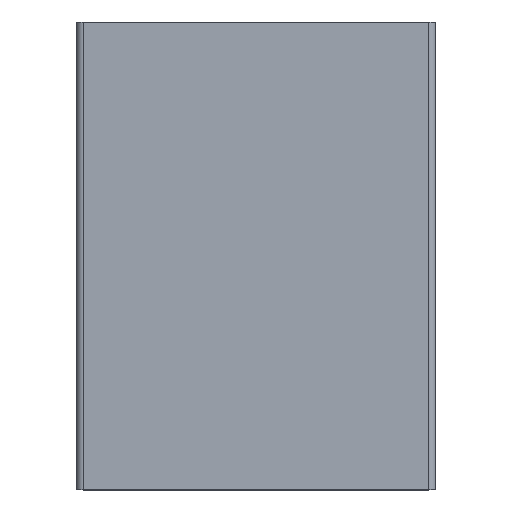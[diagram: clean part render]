
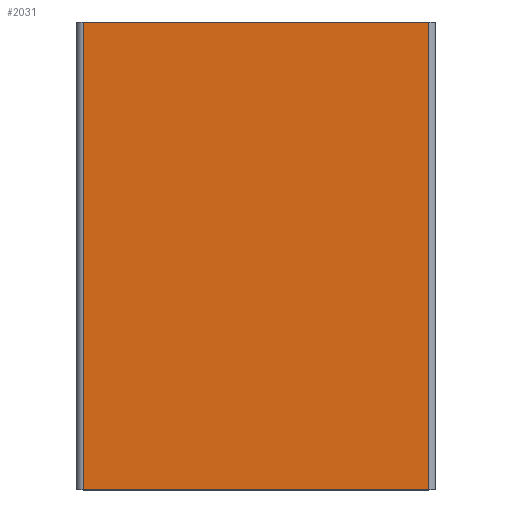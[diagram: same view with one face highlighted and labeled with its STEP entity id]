
A CAD part, top view. The second image highlights one B-rep face of the part: STEP entity #2031.
In plain terms, the highlighted planar face has unit normal (0, 0, 1).
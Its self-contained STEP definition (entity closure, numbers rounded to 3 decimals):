
#187=FACE_OUTER_BOUND('',#309,.T.);
#309=EDGE_LOOP('',(#1830,#1831,#1832,#1833));
#526=LINE('',#3182,#777);
#560=LINE('',#3268,#811);
#562=LINE('',#3272,#813);
#563=LINE('',#3273,#814);
#777=VECTOR('',#2593,10.);
#811=VECTOR('',#2683,10.);
#813=VECTOR('',#2689,10.);
#814=VECTOR('',#2690,10.);
#980=VERTEX_POINT('',#3179);
#981=VERTEX_POINT('',#3181);
#1004=VERTEX_POINT('',#3265);
#1005=VERTEX_POINT('',#3267);
#1239=EDGE_CURVE('',#981,#980,#526,.T.);
#1282=EDGE_CURVE('',#1004,#1005,#560,.T.);
#1285=EDGE_CURVE('',#1005,#980,#562,.T.);
#1286=EDGE_CURVE('',#981,#1004,#563,.T.);
#1830=ORIENTED_EDGE('',*,*,#1239,.T.);
#1831=ORIENTED_EDGE('',*,*,#1285,.F.);
#1832=ORIENTED_EDGE('',*,*,#1282,.F.);
#1833=ORIENTED_EDGE('',*,*,#1286,.F.);
#1936=PLANE('',#2178);
#2031=ADVANCED_FACE('',(#187),#1936,.T.);
#2178=AXIS2_PLACEMENT_3D('',#3271,#2687,#2688);
#2593=DIRECTION('',(1.,0.,0.));
#2683=DIRECTION('',(1.,0.,0.));
#2687=DIRECTION('center_axis',(0.,0.,1.));
#2688=DIRECTION('ref_axis',(1.,0.,0.));
#2689=DIRECTION('',(0.,-1.,0.));
#2690=DIRECTION('',(0.,1.,0.));
#3179=CARTESIAN_POINT('',(71.85,60.,10.5));
#3181=CARTESIAN_POINT('',(-2.,60.,10.5));
#3182=CARTESIAN_POINT('',(16.462,60.,10.5));
#3265=CARTESIAN_POINT('',(-2.,160.,10.5));
#3267=CARTESIAN_POINT('',(71.85,160.,10.5));
#3268=CARTESIAN_POINT('',(-2.,160.,10.5));
#3271=CARTESIAN_POINT('Origin',(-2.,0.,10.5));
#3272=CARTESIAN_POINT('',(71.85,0.,10.5));
#3273=CARTESIAN_POINT('',(-2.,0.,10.5));
